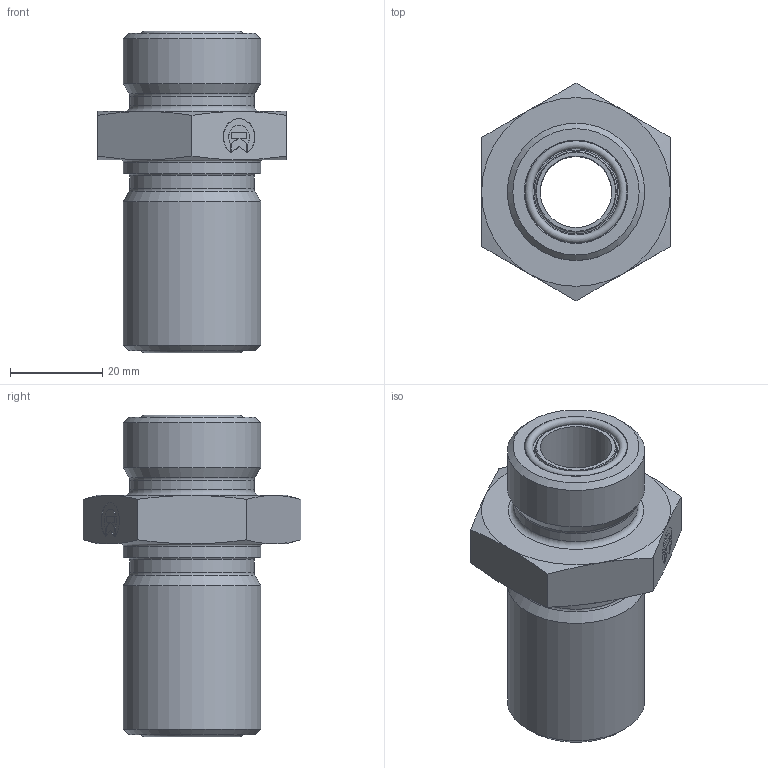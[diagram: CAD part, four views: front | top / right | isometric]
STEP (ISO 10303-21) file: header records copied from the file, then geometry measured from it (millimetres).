
FILE_DESCRIPTION((''),'2;1');
FILE_NAME('2031319Vi.stp','2015-01-09T17:16:45',(''),('KNOMI spol. s r. o.'),'Autodesk Inventor 2012','Autodesk Inventor 2012','');
FILE_SCHEMA(('AUTOMOTIVE_DESIGN { 1 2 10303 214 0 1 1 1 }'));
Length unit declared in the file: millimetre
Products named in the file (3): POSP 20 (-12) Vi 1 3/16-12 / 1 3/16-12 (WWW); 2031419; 6018770178Vi
Assembly tree (3 placements, depth 2):
  POSP 20 (-12) Vi 1 3/16-12 / 1 3/16-12 (WWW)
    2031419
    6018770178Vi  x2
Bounding box: 41 x 47.34 x 69.82 mm (x, y, z)
Volume: 41699.6 mm3; surface area: 13784.6 mm2
Topology: 3 solids, 3 shells, 90 faces, 202 edges, 125 vertices
Faces by surface type: plane 45, cone 16, torus 15, cylinder 14
Full cylindrical faces by diameter (mm): 15.5 x1, 17.47 x2, 22.17 x2, 27 x2, 29.85 x3
Entity records: 2366 total; most frequent: CARTESIAN_POINT 432, DIRECTION 392, ORIENTED_EDGE 338, EDGE_CURVE 169, AXIS2_PLACEMENT_3D 152, EDGE_LOOP 129, VERTEX_POINT 120, FACE_OUTER_BOUND 89
